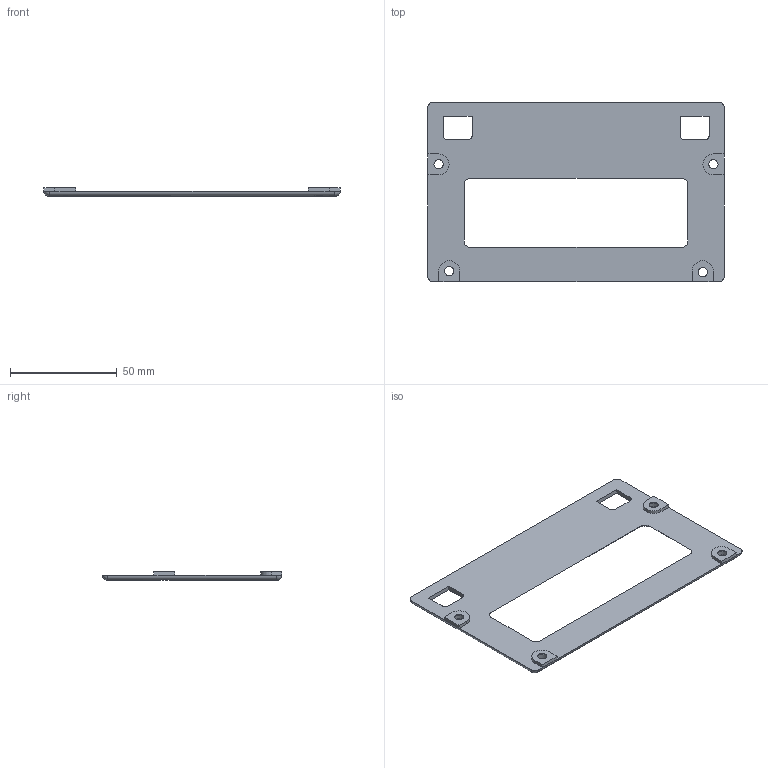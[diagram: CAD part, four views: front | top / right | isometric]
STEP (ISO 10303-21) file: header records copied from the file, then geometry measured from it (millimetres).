
FILE_DESCRIPTION(/* description */ (''),/* implementation_level */ '2;1');
FILE_NAME(/* name */ 'Macintosh_Portable_Battery_Adapter_v1.0_Spacer.stp',/* time_stamp */ '2022-04-15T00:31:45-04:00',/* author */ (''),/* organization */ (''),/* preprocessor_version */ 'ST-DEVELOPER v15.2',/* originating_system */ 'Autodesk Translator Framework v2.0.0.5431',/* authorisation */ '');
FILE_SCHEMA (('AUTOMOTIVE_DESIGN { 1 0 10303 214 3 1 1 }'));
Length unit declared in the file: centimetre
Products named in the file (1): Macintosh_Portable_Battery_Adapter_v1.0_Spacer
Bounding box: 139 x 84.2 x 4 mm (x, y, z)
Volume: 17825.6 mm3; surface area: 17445.8 mm2
Topology: 1 solids, 1 shells, 132 faces, 321 edges, 193 vertices
Faces by surface type: plane 80, cylinder 28, cone 12, torus 8, sphere 4
Full cylindrical faces by diameter (mm): 4.3 x4, 7.2 x4
Entity records: 3788 total; most frequent: CARTESIAN_POINT 707, DIRECTION 642, ORIENTED_EDGE 604, EDGE_CURVE 302, LINE 216, VECTOR 216, AXIS2_PLACEMENT_3D 213, VERTEX_POINT 189
